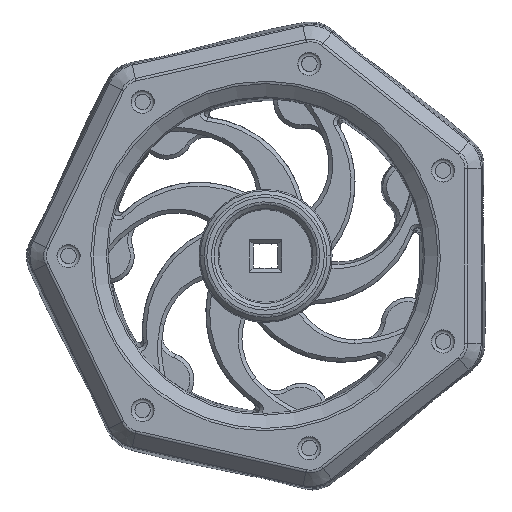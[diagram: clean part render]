
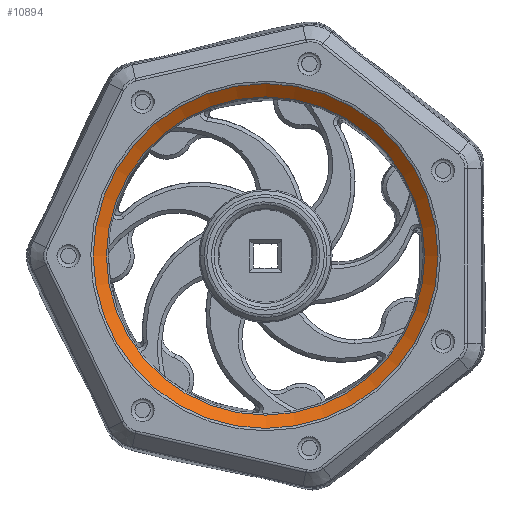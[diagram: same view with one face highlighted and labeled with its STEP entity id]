
A CAD part, front view. The second image highlights one B-rep face of the part: STEP entity #10894.
In plain terms, the highlighted conical face has half-angle 51.928 degrees and reference radius 22.309 mm.
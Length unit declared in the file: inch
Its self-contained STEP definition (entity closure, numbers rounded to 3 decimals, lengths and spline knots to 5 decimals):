
#586=LINE('',#17787,#1494);
#1494=VECTOR('',#13205,0.87833);
#2378=CONICAL_SURFACE('',#11750,0.87833,0.906);
#2842=FACE_OUTER_BOUND('',#3466,.T.);
#3466=EDGE_LOOP('',(#7753,#7754,#7755,#7756,#7757,#7758,#7759,#7760));
#4072=CIRCLE('',#11495,0.81058);
#4073=CIRCLE('',#11496,0.81058);
#4077=CIRCLE('',#11500,0.81058);
#4086=CIRCLE('',#11511,0.87833);
#4087=CIRCLE('',#11512,0.87833);
#4088=CIRCLE('',#11513,0.87833);
#4543=VERTEX_POINT('',#15877);
#4544=VERTEX_POINT('',#15878);
#4545=VERTEX_POINT('',#15880);
#4555=VERTEX_POINT('',#15904);
#4556=VERTEX_POINT('',#15906);
#4557=VERTEX_POINT('',#15908);
#5654=EDGE_CURVE('',#4543,#4544,#4072,.T.);
#5655=EDGE_CURVE('',#4544,#4545,#4073,.T.);
#5659=EDGE_CURVE('',#4545,#4543,#4077,.T.);
#5668=EDGE_CURVE('',#4555,#4556,#4086,.T.);
#5669=EDGE_CURVE('',#4556,#4557,#4087,.T.);
#5670=EDGE_CURVE('',#4557,#4555,#4088,.T.);
#5989=EDGE_CURVE('',#4544,#4556,#586,.T.);
#7753=ORIENTED_EDGE('',*,*,#5654,.F.);
#7754=ORIENTED_EDGE('',*,*,#5659,.F.);
#7755=ORIENTED_EDGE('',*,*,#5655,.F.);
#7756=ORIENTED_EDGE('',*,*,#5989,.T.);
#7757=ORIENTED_EDGE('',*,*,#5668,.F.);
#7758=ORIENTED_EDGE('',*,*,#5670,.F.);
#7759=ORIENTED_EDGE('',*,*,#5669,.F.);
#7760=ORIENTED_EDGE('',*,*,#5989,.F.);
#10894=ADVANCED_FACE('',(#2842),#2378,.F.);
#11495=AXIS2_PLACEMENT_3D('',#15879,#12655,#12656);
#11496=AXIS2_PLACEMENT_3D('',#15881,#12657,#12658);
#11500=AXIS2_PLACEMENT_3D('',#15887,#12665,#12666);
#11511=AXIS2_PLACEMENT_3D('',#15907,#12687,#12688);
#11512=AXIS2_PLACEMENT_3D('',#15909,#12689,#12690);
#11513=AXIS2_PLACEMENT_3D('',#15910,#12691,#12692);
#11750=AXIS2_PLACEMENT_3D('',#17786,#13203,#13204);
#12655=DIRECTION('center_axis',(0.,-1.,0.));
#12656=DIRECTION('ref_axis',(1.,0.,0.01));
#12657=DIRECTION('center_axis',(0.,-1.,0.));
#12658=DIRECTION('ref_axis',(1.,0.,0.01));
#12665=DIRECTION('center_axis',(0.,-1.,0.));
#12666=DIRECTION('ref_axis',(1.,0.,0.01));
#12687=DIRECTION('center_axis',(0.,1.,0.));
#12688=DIRECTION('ref_axis',(0.,0.,-1.));
#12689=DIRECTION('center_axis',(0.,1.,0.));
#12690=DIRECTION('ref_axis',(0.,0.,-1.));
#12691=DIRECTION('center_axis',(0.,1.,0.));
#12692=DIRECTION('ref_axis',(0.,0.,-1.));
#13203=DIRECTION('center_axis',(0.,-1.,0.));
#13204=DIRECTION('ref_axis',(1.,0.,0.));
#13205=DIRECTION('',(-0.787,-0.617,0.));
#15877=CARTESIAN_POINT('',(0.81058,-0.49393,0.));
#15878=CARTESIAN_POINT('',(-0.81058,-0.49393,0.));
#15879=CARTESIAN_POINT('Origin',(0.,-0.49393,0.));
#15880=CARTESIAN_POINT('',(0.,-0.49393,-0.81058));
#15881=CARTESIAN_POINT('Origin',(0.,-0.49393,0.));
#15887=CARTESIAN_POINT('Origin',(0.,-0.49393,0.));
#15904=CARTESIAN_POINT('',(0.,-0.54699,-0.87833));
#15906=CARTESIAN_POINT('',(-0.87833,-0.54699,0.));
#15907=CARTESIAN_POINT('Origin',(0.,-0.54699,
0.));
#15908=CARTESIAN_POINT('',(0.87833,-0.54699,0.));
#15909=CARTESIAN_POINT('Origin',(0.,-0.54699,
0.));
#15910=CARTESIAN_POINT('Origin',(0.,-0.54699,
0.));
#17786=CARTESIAN_POINT('Origin',(0.,-0.54699,
0.));
#17787=CARTESIAN_POINT('',(-0.87833,-0.54699,0.));
